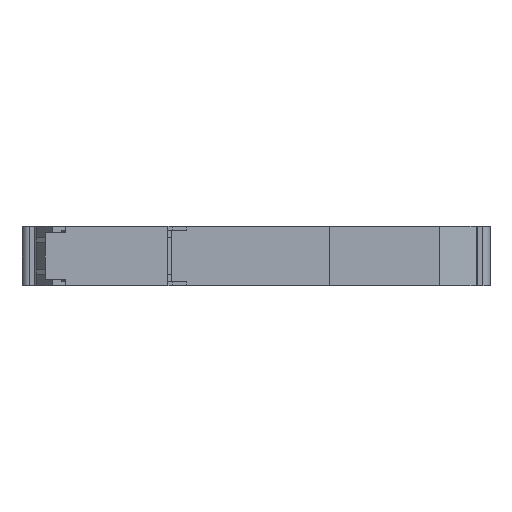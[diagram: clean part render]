
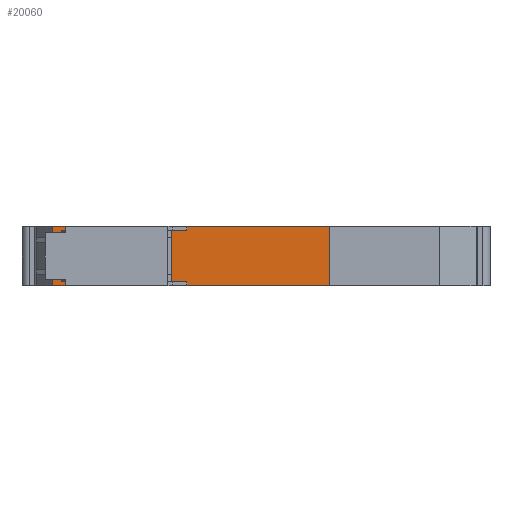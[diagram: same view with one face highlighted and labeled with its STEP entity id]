
A CAD part, front view. The second image highlights one B-rep face of the part: STEP entity #20060.
In plain terms, the highlighted planar face has unit normal (0, -1, 0).
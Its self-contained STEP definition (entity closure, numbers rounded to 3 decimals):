
#1470=CARTESIAN_POINT('',(-41.15,8.,0.));
#1480=DIRECTION('',(0.,-0.,-1.));
#1490=VECTOR('',#1480,1.);
#1500=LINE('',#1470,#1490);
#1510=CARTESIAN_POINT('',(-41.15,8.,
-3.9));
#1520=VERTEX_POINT('',#1510);
#1530=CARTESIAN_POINT('',(-41.15,8.,
-5.45));
#1540=VERTEX_POINT('',#1530);
#1550=EDGE_CURVE('',#1520,#1540,#1500,.T.);
#1940=CARTESIAN_POINT('',(0.05,8.,
-3.9));
#1950=DIRECTION('',(1.,0.,0.));
#1960=VECTOR('',#1950,1.);
#1970=LINE('',#1940,#1960);
#1980=CARTESIAN_POINT('',(-43.15,8.,
-3.9));
#1990=VERTEX_POINT('',#1980);
#2000=EDGE_CURVE('',#1990,#1520,#1970,.T.);
#7410=CARTESIAN_POINT('',(17.55,8.,
6.3));
#7420=VERTEX_POINT('',#7410);
#7500=CARTESIAN_POINT('',(17.55,8.,
-6.3));
#7510=VERTEX_POINT('',#7500);
#7540=CARTESIAN_POINT('',(17.55,8.,
0.));
#7550=DIRECTION('',(0.,0.,-1.));
#7560=VECTOR('',#7550,1.);
#7570=LINE('',#7540,#7560);
#7580=EDGE_CURVE('',#7420,#7510,#7570,.T.);
#8280=CARTESIAN_POINT('',(-41.15,8.,
5.45));
#8290=VERTEX_POINT('',#8280);
#8370=CARTESIAN_POINT('',(-41.15,8.,
3.9));
#8380=VERTEX_POINT('',#8370);
#8410=CARTESIAN_POINT('',(-41.15,8.,0.));
#8420=DIRECTION('',(0.,-0.,1.));
#8430=VECTOR('',#8420,1.);
#8440=LINE('',#8410,#8430);
#8450=EDGE_CURVE('',#8380,#8290,#8440,.T.);
#9980=CARTESIAN_POINT('',(-17.95,8.,
-5.45));
#9990=VERTEX_POINT('',#9980);
#10020=CARTESIAN_POINT('',(0.,8.,-5.45));
#10030=DIRECTION('',(1.,0.,0.));
#10040=VECTOR('',#10030,1.);
#10050=LINE('',#10020,#10040);
#10060=EDGE_CURVE('',#1540,#9990,#10050,.T.);
#15950=CARTESIAN_POINT('',(-43.15,8.,
-6.3));
#15960=VERTEX_POINT('',#15950);
#15990=CARTESIAN_POINT('',(-0.55,8.,
-6.3));
#16000=DIRECTION('',(-1.,0.,0.));
#16010=VECTOR('',#16000,1.);
#16020=LINE('',#15990,#16010);
#16030=EDGE_CURVE('',#7510,#15960,#16020,.T.);
#17080=CARTESIAN_POINT('',(-43.15,8.,
6.3));
#17090=VERTEX_POINT('',#17080);
#17120=CARTESIAN_POINT('',(-43.15,8.,
-2.5));
#17130=DIRECTION('',(0.,0.,1.));
#17140=VECTOR('',#17130,1.);
#17150=LINE('',#17120,#17140);
#17160=CARTESIAN_POINT('',(-43.15,8.,
3.9));
#17170=VERTEX_POINT('',#17160);
#17180=EDGE_CURVE('',#17170,#17090,#17150,.T.);
#19600=CARTESIAN_POINT('',(11.75,8.,
0.));
#19610=DIRECTION('',(-0.,-1.,0.));
#19620=DIRECTION('',(-1.,0.,0.));
#19630=AXIS2_PLACEMENT_3D('',#19600,#19610,#19620);
#19640=PLANE('',#19630);
#19650=ORIENTED_EDGE('',*,*,#8450,.T.);
#19660=CARTESIAN_POINT('',(0.05,8.,
3.9));
#19670=DIRECTION('',(1.,0.,0.));
#19680=VECTOR('',#19670,1.);
#19690=LINE('',#19660,#19680);
#19700=EDGE_CURVE('',#17170,#8380,#19690,.T.);
#19710=ORIENTED_EDGE('',*,*,#19700,.T.);
#19720=ORIENTED_EDGE('',*,*,#17180,.F.);
#19730=CARTESIAN_POINT('',(-0.55,8.,
6.3));
#19740=DIRECTION('',(-1.,0.,0.));
#19750=VECTOR('',#19740,1.);
#19760=LINE('',#19730,#19750);
#19770=EDGE_CURVE('',#7420,#17090,#19760,.T.);
#19780=ORIENTED_EDGE('',*,*,#19770,.T.);
#19790=ORIENTED_EDGE('',*,*,#7580,.F.);
#19800=ORIENTED_EDGE('',*,*,#16030,.F.);
#19810=CARTESIAN_POINT('',(-43.15,8.,
2.5));
#19820=DIRECTION('',(0.,0.,-1.));
#19830=VECTOR('',#19820,1.);
#19840=LINE('',#19810,#19830);
#19850=EDGE_CURVE('',#1990,#15960,#19840,.T.);
#19860=ORIENTED_EDGE('',*,*,#19850,.T.);
#19870=ORIENTED_EDGE('',*,*,#2000,.F.);
#19880=ORIENTED_EDGE('',*,*,#1550,.F.);
#19890=ORIENTED_EDGE('',*,*,#10060,.F.);
#19900=CARTESIAN_POINT('',(-17.95,8.,0.));
#19910=DIRECTION('',(-0.,0.,1.));
#19920=VECTOR('',#19910,1.);
#19930=LINE('',#19900,#19920);
#19940=CARTESIAN_POINT('',(-17.95,8.,
5.45));
#19950=VERTEX_POINT('',#19940);
#19960=EDGE_CURVE('',#9990,#19950,#19930,.T.);
#19970=ORIENTED_EDGE('',*,*,#19960,.F.);
#19980=CARTESIAN_POINT('',(0.,8.,5.45));
#19990=DIRECTION('',(-1.,0.,0.));
#20000=VECTOR('',#19990,1.);
#20010=LINE('',#19980,#20000);
#20020=EDGE_CURVE('',#19950,#8290,#20010,.T.);
#20030=ORIENTED_EDGE('',*,*,#20020,.F.);
#20040=EDGE_LOOP('',(#20030,#19970,#19890,#19880,#19870,#19860,#19800,
#19790,#19780,#19720,#19710,#19650));
#20050=FACE_OUTER_BOUND('',#20040,.T.);
#20060=ADVANCED_FACE('',(#20050),#19640,.T.);
